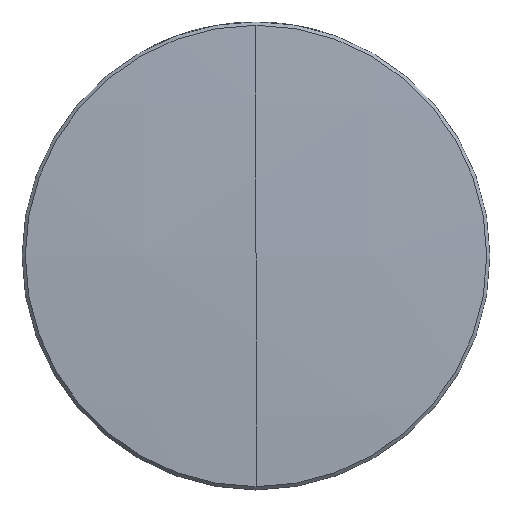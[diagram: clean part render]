
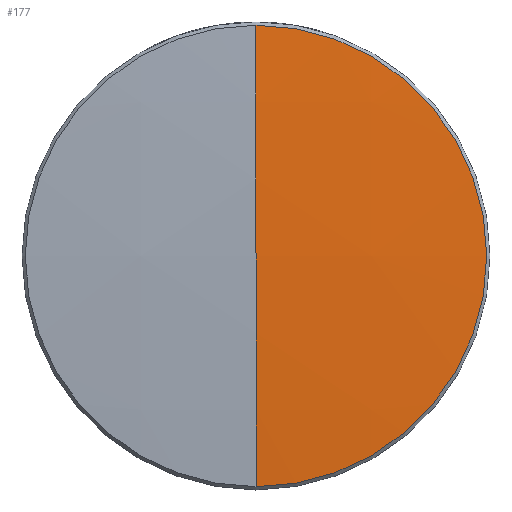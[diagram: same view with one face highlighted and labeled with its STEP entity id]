
A CAD part, top view. The second image highlights one B-rep face of the part: STEP entity #177.
In plain terms, the highlighted spherical face has radius 206.03 mm.
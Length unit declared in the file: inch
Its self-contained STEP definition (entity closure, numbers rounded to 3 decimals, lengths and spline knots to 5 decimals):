
#84 = EDGE_CURVE ( 'NONE', #2079, #879, #1247, .T. ) ;
#124 = DIRECTION ( 'NONE',  ( 0., 1., 0. ) ) ;
#126 = AXIS2_PLACEMENT_3D ( 'NONE', #2188, #1860, #1492 ) ;
#146 = ORIENTED_EDGE ( 'NONE', *, *, #262, .T. ) ;
#177 = ADVANCED_FACE ( 'NONE', ( #767 ), #291, .T. ) ;
#223 = VERTEX_POINT ( 'NONE', #2262 ) ;
#262 = EDGE_CURVE ( 'NONE', #1022, #223, #934, .T. ) ;
#270 = CIRCLE ( 'NONE', #1810, 8.11142 ) ;
#291 = SPHERICAL_SURFACE ( 'NONE', #304, 8.11142 ) ;
#304 = AXIS2_PLACEMENT_3D ( 'NONE', #2040, #2045, #948 ) ;
#340 = DIRECTION ( 'NONE',  ( 0., -1., 0. ) ) ;
#582 = DIRECTION ( 'NONE',  ( 1., 0., 0. ) ) ;
#699 = DIRECTION ( 'NONE',  ( -1., 0., 0. ) ) ;
#733 = EDGE_LOOP ( 'NONE', ( #2081, #1387, #146, #1999 ) ) ;
#767 = FACE_OUTER_BOUND ( 'NONE', #733, .T. ) ;
#829 = CARTESIAN_POINT ( 'NONE',  ( 0., -0.49304, 0.03205 ) ) ;
#879 = VERTEX_POINT ( 'NONE', #982 ) ;
#934 = CIRCLE ( 'NONE', #1195, 8.11142 ) ;
#948 = DIRECTION ( 'NONE',  ( 0., -1., 0. ) ) ;
#982 = CARTESIAN_POINT ( 'NONE',  ( 0.49304, 0., 0.03205 ) ) ;
#1022 = VERTEX_POINT ( 'NONE', #2266 ) ;
#1115 = CARTESIAN_POINT ( 'NONE',  ( 0., 0., 0.03205 ) ) ;
#1169 = CIRCLE ( 'NONE', #126, 0.49304 ) ;
#1195 = AXIS2_PLACEMENT_3D ( 'NONE', #1381, #2088, #124 ) ;
#1247 = CIRCLE ( 'NONE', #2154, 0.49304 ) ;
#1381 = CARTESIAN_POINT ( 'NONE',  ( 0., 0., -8.06437 ) ) ;
#1387 = ORIENTED_EDGE ( 'NONE', *, *, #2329, .T. ) ;
#1492 = DIRECTION ( 'NONE',  ( 1., 0., 0. ) ) ;
#1810 = AXIS2_PLACEMENT_3D ( 'NONE', #1933, #699, #340 ) ;
#1860 = DIRECTION ( 'NONE',  ( 0., 0., 1. ) ) ;
#1933 = CARTESIAN_POINT ( 'NONE',  ( 0., 0., -8.06437 ) ) ;
#1999 = ORIENTED_EDGE ( 'NONE', *, *, #2179, .F. ) ;
#2040 = CARTESIAN_POINT ( 'NONE',  ( 0., 0., -8.06437 ) ) ;
#2045 = DIRECTION ( 'NONE',  ( 1., 0., 0. ) ) ;
#2079 = VERTEX_POINT ( 'NONE', #829 ) ;
#2081 = ORIENTED_EDGE ( 'NONE', *, *, #84, .T. ) ;
#2088 = DIRECTION ( 'NONE',  ( 1., 0., 0. ) ) ;
#2154 = AXIS2_PLACEMENT_3D ( 'NONE', #1115, #2186, #582 ) ;
#2179 = EDGE_CURVE ( 'NONE', #2079, #223, #270, .T. ) ;
#2186 = DIRECTION ( 'NONE',  ( 0., 0., 1. ) ) ;
#2188 = CARTESIAN_POINT ( 'NONE',  ( 0., 0., 0.03205 ) ) ;
#2262 = CARTESIAN_POINT ( 'NONE',  ( 0., 0., 0.04705 ) ) ;
#2266 = CARTESIAN_POINT ( 'NONE',  ( 0., 0.49304, 0.03205 ) ) ;
#2329 = EDGE_CURVE ( 'NONE', #879, #1022, #1169, .T. ) ;
